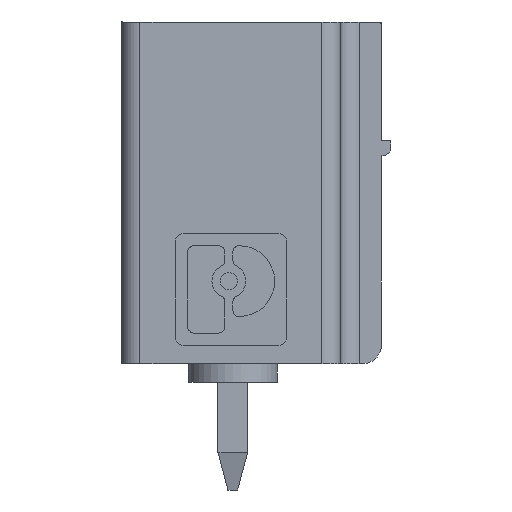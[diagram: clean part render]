
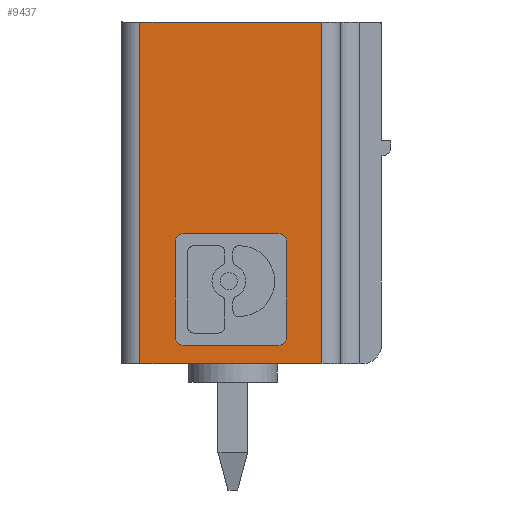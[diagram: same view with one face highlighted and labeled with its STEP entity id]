
A CAD part, left-side view. The second image highlights one B-rep face of the part: STEP entity #9437.
In plain terms, the highlighted face is planar.
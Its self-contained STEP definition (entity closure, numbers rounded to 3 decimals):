
#6775 = VERTEX_POINT('',#6776);
#6776 = CARTESIAN_POINT('',(0.,5.4,-24.4));
#6783 = EDGE_CURVE('',#6784,#6775,#6786,.T.);
#6784 = VERTEX_POINT('',#6785);
#6785 = CARTESIAN_POINT('',(0.,0.5,-24.4));
#6786 = LINE('',#6787,#6788);
#6787 = CARTESIAN_POINT('',(0.,0.,-24.4));
#6788 = VECTOR('',#6789,1.);
#6789 = DIRECTION('',(0.,1.,0.));
#7896 = VERTEX_POINT('',#7897);
#7897 = CARTESIAN_POINT('',(9.2,0.5,-24.4));
#7904 = EDGE_CURVE('',#7905,#7896,#7907,.T.);
#7905 = VERTEX_POINT('',#7906);
#7906 = CARTESIAN_POINT('',(9.2,5.4,-24.4));
#7907 = LINE('',#7908,#7909);
#7908 = CARTESIAN_POINT('',(9.2,0.,-24.4));
#7909 = VECTOR('',#7910,1.);
#7910 = DIRECTION('',(0.,-1.,0.));
#9402 = EDGE_CURVE('',#6775,#7905,#9403,.T.);
#9403 = LINE('',#9404,#9405);
#9404 = CARTESIAN_POINT('',(0.,5.4,-24.4));
#9405 = VECTOR('',#9406,1.);
#9406 = DIRECTION('',(1.,0.,0.));
#9437 = ADVANCED_FACE('',(#9438,#9449),#9519,.F.);
#9438 = FACE_BOUND('',#9439,.T.);
#9439 = EDGE_LOOP('',(#9440,#9446,#9447,#9448));
#9440 = ORIENTED_EDGE('',*,*,#9441,.T.);
#9441 = EDGE_CURVE('',#7896,#6784,#9442,.T.);
#9442 = LINE('',#9443,#9444);
#9443 = CARTESIAN_POINT('',(0.,0.5,-24.4));
#9444 = VECTOR('',#9445,1.);
#9445 = DIRECTION('',(-1.,0.,0.));
#9446 = ORIENTED_EDGE('',*,*,#6783,.T.);
#9447 = ORIENTED_EDGE('',*,*,#9402,.T.);
#9448 = ORIENTED_EDGE('',*,*,#7904,.T.);
#9449 = FACE_BOUND('',#9450,.T.);
#9450 = EDGE_LOOP('',(#9451,#9461,#9470,#9478,#9487,#9495,#9504,#9512));
#9451 = ORIENTED_EDGE('',*,*,#9452,.T.);
#9452 = EDGE_CURVE('',#9453,#9455,#9457,.T.);
#9453 = VERTEX_POINT('',#9454);
#9454 = CARTESIAN_POINT('',(0.711,1.45,-24.4));
#9455 = VERTEX_POINT('',#9456);
#9456 = CARTESIAN_POINT('',(3.289,1.45,-24.4));
#9457 = LINE('',#9458,#9459);
#9458 = CARTESIAN_POINT('',(0.,1.45,-24.4));
#9459 = VECTOR('',#9460,1.);
#9460 = DIRECTION('',(1.,0.,0.));
#9461 = ORIENTED_EDGE('',*,*,#9462,.F.);
#9462 = EDGE_CURVE('',#9463,#9455,#9465,.T.);
#9463 = VERTEX_POINT('',#9464);
#9464 = CARTESIAN_POINT('',(3.5,1.661,-24.4));
#9465 = CIRCLE('',#9466,0.211);
#9466 = AXIS2_PLACEMENT_3D('',#9467,#9468,#9469);
#9467 = CARTESIAN_POINT('',(3.289,1.661,-24.4));
#9468 = DIRECTION('',(0.,0.,-1.));
#9469 = DIRECTION('',(0.,1.,0.));
#9470 = ORIENTED_EDGE('',*,*,#9471,.T.);
#9471 = EDGE_CURVE('',#9463,#9472,#9474,.T.);
#9472 = VERTEX_POINT('',#9473);
#9473 = CARTESIAN_POINT('',(3.5,4.239,-24.4));
#9474 = LINE('',#9475,#9476);
#9475 = CARTESIAN_POINT('',(3.5,0.,-24.4));
#9476 = VECTOR('',#9477,1.);
#9477 = DIRECTION('',(0.,1.,0.));
#9478 = ORIENTED_EDGE('',*,*,#9479,.F.);
#9479 = EDGE_CURVE('',#9480,#9472,#9482,.T.);
#9480 = VERTEX_POINT('',#9481);
#9481 = CARTESIAN_POINT('',(3.289,4.45,-24.4));
#9482 = CIRCLE('',#9483,0.211);
#9483 = AXIS2_PLACEMENT_3D('',#9484,#9485,#9486);
#9484 = CARTESIAN_POINT('',(3.289,4.239,-24.4));
#9485 = DIRECTION('',(0.,0.,-1.));
#9486 = DIRECTION('',(0.,1.,0.));
#9487 = ORIENTED_EDGE('',*,*,#9488,.T.);
#9488 = EDGE_CURVE('',#9480,#9489,#9491,.T.);
#9489 = VERTEX_POINT('',#9490);
#9490 = CARTESIAN_POINT('',(0.711,4.45,-24.4));
#9491 = LINE('',#9492,#9493);
#9492 = CARTESIAN_POINT('',(0.,4.45,-24.4));
#9493 = VECTOR('',#9494,1.);
#9494 = DIRECTION('',(-1.,0.,0.));
#9495 = ORIENTED_EDGE('',*,*,#9496,.F.);
#9496 = EDGE_CURVE('',#9497,#9489,#9499,.T.);
#9497 = VERTEX_POINT('',#9498);
#9498 = CARTESIAN_POINT('',(0.5,4.239,-24.4));
#9499 = CIRCLE('',#9500,0.211);
#9500 = AXIS2_PLACEMENT_3D('',#9501,#9502,#9503);
#9501 = CARTESIAN_POINT('',(0.711,4.239,-24.4));
#9502 = DIRECTION('',(0.,0.,-1.));
#9503 = DIRECTION('',(0.,1.,0.));
#9504 = ORIENTED_EDGE('',*,*,#9505,.T.);
#9505 = EDGE_CURVE('',#9497,#9506,#9508,.T.);
#9506 = VERTEX_POINT('',#9507);
#9507 = CARTESIAN_POINT('',(0.5,1.661,-24.4));
#9508 = LINE('',#9509,#9510);
#9509 = CARTESIAN_POINT('',(0.5,0.,-24.4));
#9510 = VECTOR('',#9511,1.);
#9511 = DIRECTION('',(0.,-1.,0.));
#9512 = ORIENTED_EDGE('',*,*,#9513,.F.);
#9513 = EDGE_CURVE('',#9453,#9506,#9514,.T.);
#9514 = CIRCLE('',#9515,0.211);
#9515 = AXIS2_PLACEMENT_3D('',#9516,#9517,#9518);
#9516 = CARTESIAN_POINT('',(0.711,1.661,-24.4));
#9517 = DIRECTION('',(0.,0.,-1.));
#9518 = DIRECTION('',(0.,1.,0.));
#9519 = PLANE('',#9520);
#9520 = AXIS2_PLACEMENT_3D('',#9521,#9522,#9523);
#9521 = CARTESIAN_POINT('',(0.,0.,-24.4));
#9522 = DIRECTION('',(0.,0.,1.));
#9523 = DIRECTION('',(1.,0.,-0.));
